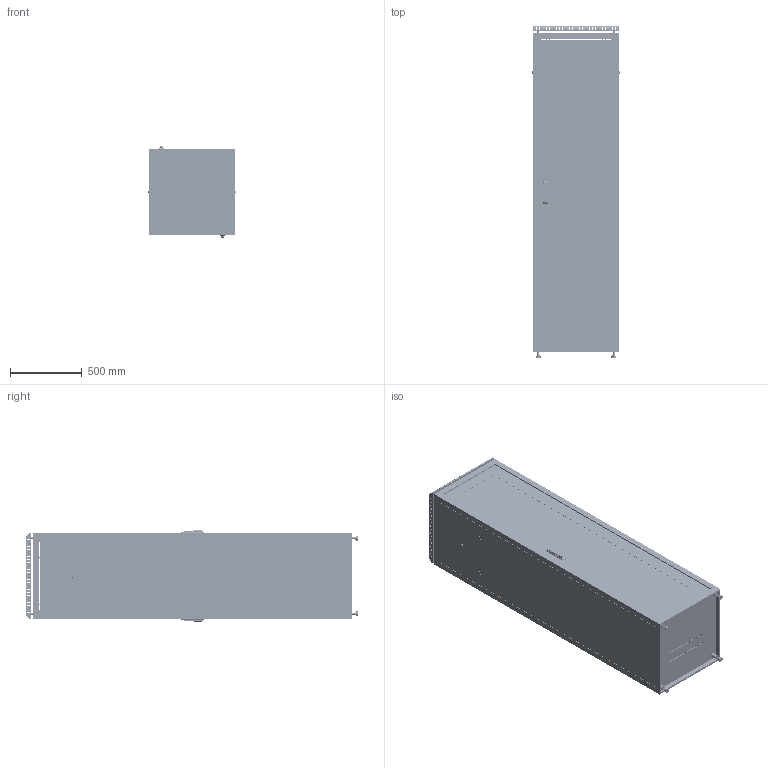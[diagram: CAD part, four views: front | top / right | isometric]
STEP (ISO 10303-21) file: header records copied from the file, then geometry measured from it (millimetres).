
FILE_DESCRIPTION (( 'STEP AP214' ), '1' );
FILE_NAME ('ITK 600x600_47U_DverStekl-Me.STEP', '2018-05-28T08:24:52', ( '' ), ( '' ), 'SwSTEP 2.0', 'SolidWorks 2014', '' );
FILE_SCHEMA (( 'AUTOMOTIVE_DESIGN' ));
Length unit declared in the file: millimetre
Products named in the file (23): DverMe_Sborka_47U; Dver_Sborka_47U; Stoika_-06; Steklo_-06; Planka_-00; ITK 600x600_47U_DverStekl-Me; Krysha; Vint (1)_01; Profil 19_-06; 侲膹馯罻; Îïîðà LF-80; Bok_profil_-00; ﾇ瑟鶴 MESAN 006; Gaika; Niz; Dver_Me_47U; Panel_Bok_-06; Êîðïóñ çàìêà 006; ﾇ琥韲; Dver_47U; Verh; hex flange bolt_din_DIN 6921 - M6 x 12 x 12-N; ßçû÷åê (3õ òî÷å÷íîå çàïèðàíèå)
Assembly tree (100 placements, depth 4):
  ITK 600x600_47U_DverStekl-Me
    Verh
    Niz
    Stoika_-06  x4
    Profil 19_-06  x4
    Krysha
    Îïîðà LF-80  x4
    Bok_profil_-00  x6
    Vint (1)_01  x31
    Gaika  x32
    Planka_-00  x2
    Panel_Bok_-06  x2
    Dver_Sborka_47U
      Dver_47U
      ﾇ瑟鶴 MESAN 006
        Êîðïóñ çàìêà 006
        侲膹馯罻
        ﾇ琥韲
        ßçû÷åê (3õ òî÷å÷íîå çàïèðàíèå)
        hex flange bolt_din_DIN 6921 - M6 x 12 x 12-N
      Steklo_-06
    DverMe_Sborka_47U
      Dver_Me_47U
      ﾇ瑟鶴 MESAN 006
        Êîðïóñ çàìêà 006
        侲膹馯罻
        ﾇ琥韲
        ßçû÷åê (3õ òî÷å÷íîå çàïèðàíèå)
        hex flange bolt_din_DIN 6921 - M6 x 12 x 12-N
Bounding box: 608 x 2311.85 x 635 mm (x, y, z)
Volume: 15863186.6 mm3; surface area: 19043241.9 mm2
Topology: 103 solids, 103 shells, 13906 faces, 37886 edges, 24100 vertices
Faces by surface type: plane 11503, cylinder 1886, bspline 400, sphere 55, cone 44, torus 18
Full cylindrical faces by diameter (mm): 4 x6, 5 x6, 5.5 x8, 6 x59, 6.5 x28, 7 x36, 7.3 x8, 8 x4, 10 x10, 12 x4, 12.018 x31, 14 x8, 15 x2, 21 x2, 22 x2, 23 x4, 28 x4, 30 x4, 34 x4
Entity records: 123207 total; most frequent: CARTESIAN_POINT 22132, ORIENTED_EDGE 21320, DIRECTION 18631, EDGE_CURVE 10660, VECTOR 9827, LINE 9827, VERTEX_POINT 7095, EDGE_LOOP 4813
